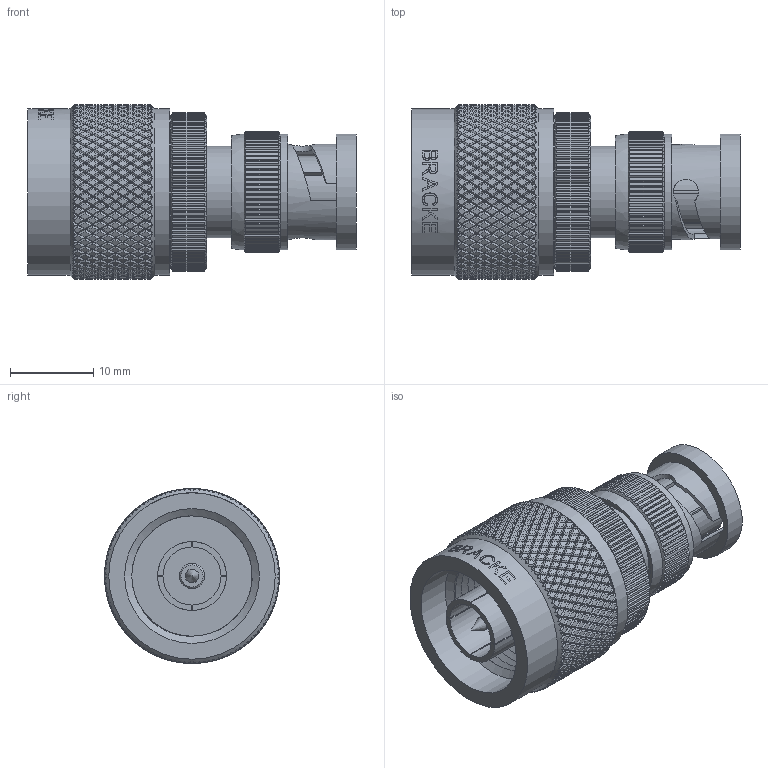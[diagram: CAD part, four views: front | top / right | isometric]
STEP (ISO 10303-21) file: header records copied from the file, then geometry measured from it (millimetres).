
FILE_DESCRIPTION(/* description */ (''),/* implementation_level */ '2;1');
FILE_NAME(/* name */ 'BM50207.step',/* time_stamp */ '2024-01-11T09:21:45-08:00',/* author */ (''),/* organization */ (''),/* preprocessor_version */ 'ST-DEVELOPER v20',/* originating_system */ 'Autodesk Translation Framework v12.14.0.127',/* authorisation */ '');
FILE_SCHEMA (('AUTOMOTIVE_DESIGN { 1 0 10303 214 3 1 1 }'));
Products named in the file (1): (Unsaved)
Bounding box: 39.4 x 20.95 x 20.95 mm (x, y, z)
Volume: 6627.8 mm3; surface area: 6953.3 mm2
Topology: 15 solids, 15 shells, 4041 faces, 9188 edges, 5189 vertices
Faces by surface type: bspline 2467, cylinder 898, plane 660, cone 16
Full cylindrical faces by diameter (mm): 0.813 x2, 1.316 x1, 1.36 x1, 1.626 x1, 1.71 x1, 2.023 x1, 2.49 x1, 3.048 x1, 4.983 x1, 6.967 x1, 7.017 x1, 8.265 x1, 10.16 x1, 10.922 x1, 11.418 x1, 12.7 x1, 13.868 x2, 14.427 x1, 16.154 x1, 18.033 x1, 18.341 x1, 19.939 x2
Entity records: 145303 total; most frequent: CARTESIAN_POINT 62018, ORIENTED_EDGE 18374, DIRECTION 16830, EDGE_CURVE 9187, AXIS2_PLACEMENT_3D 7921, CIRCLE 5732, VERTEX_POINT 5189, EDGE_LOOP 4068
